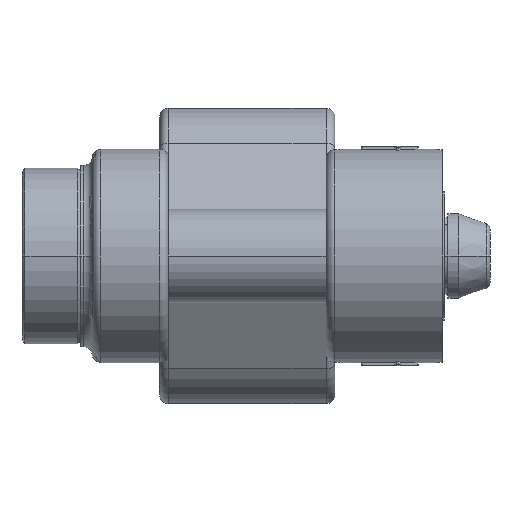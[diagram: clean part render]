
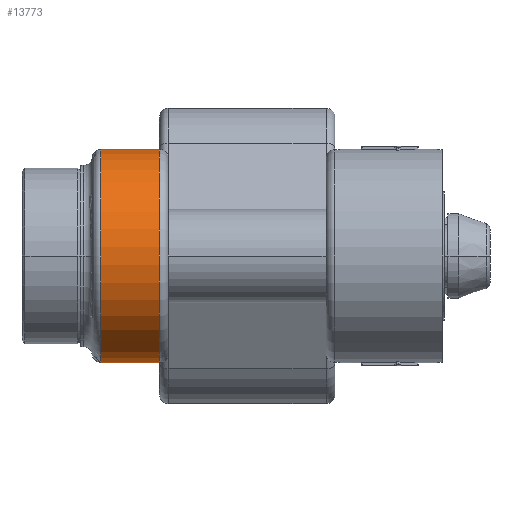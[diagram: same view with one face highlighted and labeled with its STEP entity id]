
A CAD part, front view. The second image highlights one B-rep face of the part: STEP entity #13773.
In plain terms, the highlighted cylindrical face has radius 18.25 mm (diameter 36.5 mm), a partial arc.
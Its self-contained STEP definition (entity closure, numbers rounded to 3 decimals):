
#685=CARTESIAN_POINT('',(-25.01,16.09,8.612));
#3325=CARTESIAN_POINT('',(-25.01,0.,0.));
#3326=DIRECTION('',(1.,0.,0.));
#3327=DIRECTION('',(0.,0.882,0.472));
#3328=AXIS2_PLACEMENT_3D('',#3325,#3326,#3327);
#3340=DIRECTION('',(-1.,0.,0.));
#3341=VECTOR('',#3340,10.01);
#3342=CARTESIAN_POINT('',(-15.,16.09,-8.612));
#3343=LINE('55085',#3342,#3341);
#3344=DIRECTION('',(-1.,0.,0.));
#3345=VECTOR('',#3344,10.01);
#3346=CARTESIAN_POINT('',(-15.,16.09,8.612));
#3347=LINE('54154',#3346,#3345);
#3358=CARTESIAN_POINT('',(-15.,0.,0.));
#3359=DIRECTION('',(-1.,0.,0.));
#3360=DIRECTION('',(0.,0.882,-0.472));
#3361=AXIS2_PLACEMENT_3D('',#3358,#3359,#3360);
#3392=CARTESIAN_POINT('',(-25.01,16.09,
-8.612));
#8286=VERTEX_POINT('',#685);
#8312=CARTESIAN_POINT('',(-15.,16.09,8.612));
#8314=VERTEX_POINT('',#8312);
#8400=VERTEX_POINT('',#3392);
#8426=CARTESIAN_POINT('',(-15.,16.09,-8.612));
#8428=VERTEX_POINT('',#8426);
#13760=CARTESIAN_POINT('',(39.125,0.,0.));
#13761=DIRECTION('',(-1.,0.,0.));
#13762=DIRECTION('',(0.,1.,0.));
#13763=AXIS2_PLACEMENT_3D('',#13760,#13761,#13762);
#13764=CYLINDRICAL_SURFACE('32034',#13763,18.25);
#13766=ORIENTED_EDGE('55342',*,*,#13765,.F.);
#13768=ORIENTED_EDGE('55085',*,*,#13767,.T.);
#13769=ORIENTED_EDGE('55337',*,*,#13749,.F.);
#13770=ORIENTED_EDGE('54154',*,*,#10277,.F.);
#13771=EDGE_LOOP('32034',(#13766,#13768,#13769,#13770));
#13772=FACE_OUTER_BOUND('32034',#13771,.F.);
#3329=CIRCLE('55337',#3328,18.25);
#3362=CIRCLE('55342',#3361,18.25);
#10277=EDGE_CURVE('54154',#8314,#8286,#3347,.T.);
#13749=EDGE_CURVE('55337',#8286,#8400,#3329,.T.);
#13765=EDGE_CURVE('55342',#8428,#8314,#3362,.T.);
#13767=EDGE_CURVE('55085',#8428,#8400,#3343,.T.);
#13773=ADVANCED_FACE('32034',(#13772),#13764,.T.);
